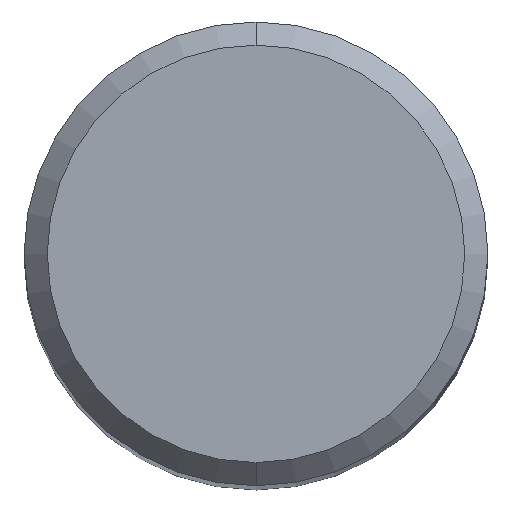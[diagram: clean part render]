
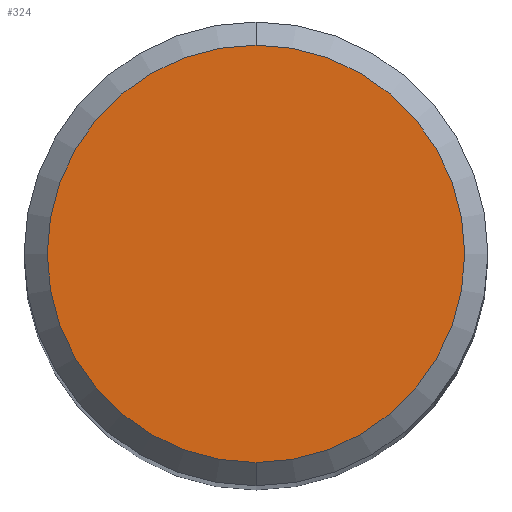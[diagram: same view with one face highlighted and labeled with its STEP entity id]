
A CAD part, top view. The second image highlights one B-rep face of the part: STEP entity #324.
In plain terms, the highlighted planar face has unit normal (0, 0, 1).
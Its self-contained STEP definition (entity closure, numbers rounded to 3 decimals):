
#198=EDGE_CURVE('',#370,#240,#501,.T.);
#240=VERTEX_POINT('',#547);
#310=EDGE_CURVE('',#240,#370,#628,.T.);
#324=ADVANCED_FACE('',(#643),#644,.T.);
#370=VERTEX_POINT('',#693);
#501=CIRCLE('',#849,3.6);
#547=CARTESIAN_POINT('',(0.0,3.6,0.0));
#628=CIRCLE('',#1145,3.6);
#643=FACE_OUTER_BOUND('',#1163,.T.);
#644=PLANE('',#1164);
#693=CARTESIAN_POINT('',(0.,-3.6,0.0));
#849=AXIS2_PLACEMENT_3D('',#1465,#1466,#1467);
#1145=AXIS2_PLACEMENT_3D('',#1618,#1619,#1620);
#1163=EDGE_LOOP('',(#1634,#1635));
#1164=AXIS2_PLACEMENT_3D('',#1636,#1637,#1638);
#1465=CARTESIAN_POINT('',(0.0,0.0,0.0));
#1466=DIRECTION('',(0.0,0.0,-1.0));
#1467=DIRECTION('',(0.0,1.0,0.0));
#1618=CARTESIAN_POINT('',(0.0,0.0,0.0));
#1619=DIRECTION('',(0.0,0.0,-1.0));
#1620=DIRECTION('',(0.0,1.0,0.0));
#1634=ORIENTED_EDGE('',*,*,#310,.F.);
#1635=ORIENTED_EDGE('',*,*,#198,.F.);
#1636=CARTESIAN_POINT('',(0.0,1.8,0.0));
#1637=DIRECTION('',(-0.0,0.0,1.0));
#1638=DIRECTION('',(0.0,-1.0,0.0));
